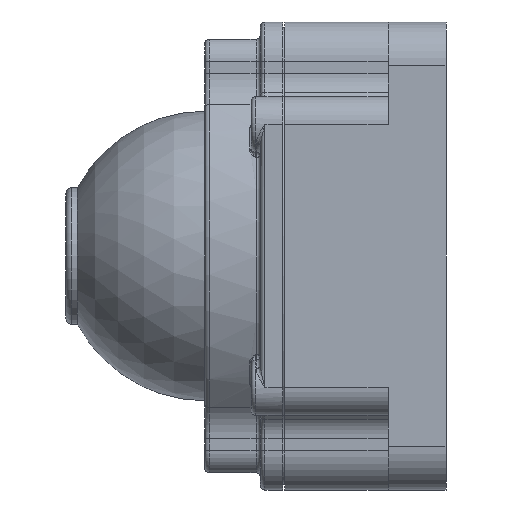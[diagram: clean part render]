
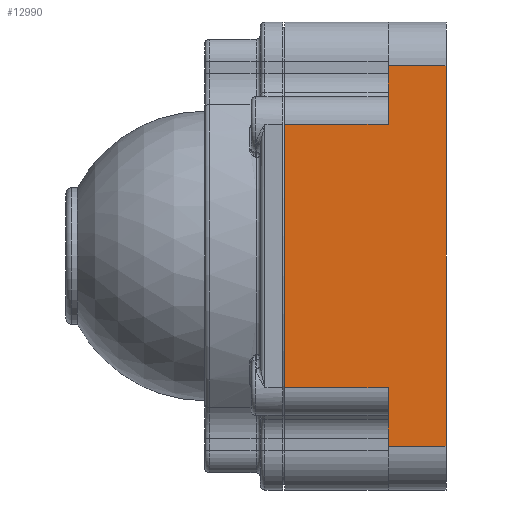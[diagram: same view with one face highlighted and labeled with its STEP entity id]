
A CAD part, left-side view. The second image highlights one B-rep face of the part: STEP entity #12990.
In plain terms, the highlighted planar face has unit normal (-1, 0, 0).
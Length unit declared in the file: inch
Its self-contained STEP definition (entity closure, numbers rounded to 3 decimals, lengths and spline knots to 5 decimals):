
#3384=DIRECTION('',(0.,0.,1.));
#3385=VECTOR('',#3384,1.79);
#3386=CARTESIAN_POINT('',(-1.57756,1.09843,-0.895));
#3387=LINE('',#3386,#3385);
#3648=DIRECTION('',(0.,0.,1.));
#3649=VECTOR('',#3648,0.39848);
#3650=CARTESIAN_POINT('',(-1.57756,0.3937,
-1.29348));
#3651=LINE('',#3650,#3649);
#3710=DIRECTION('',(0.,1.,0.));
#3711=VECTOR('',#3710,0.70472);
#3712=CARTESIAN_POINT('',(-1.57756,0.3937,-0.895));
#3713=LINE('',#3712,#3711);
#3714=DIRECTION('',(0.,0.,-1.));
#3715=VECTOR('',#3714,2.58695);
#3716=CARTESIAN_POINT('',(-1.57756,0.,1.29348));
#3717=LINE('',#3716,#3715);
#3718=DIRECTION('',(0.,1.,0.));
#3719=VECTOR('',#3718,0.3937);
#3720=CARTESIAN_POINT('',(-1.57756,0.,-1.29348));
#3721=LINE('',#3720,#3719);
#3727=DIRECTION('',(0.,1.,0.));
#3728=VECTOR('',#3727,0.70472);
#3729=CARTESIAN_POINT('',(-1.57756,0.3937,0.895));
#3730=LINE('',#3729,#3728);
#3740=DIRECTION('',(0.,0.,1.));
#3741=VECTOR('',#3740,0.39848);
#3742=CARTESIAN_POINT('',(-1.57756,0.3937,0.895));
#3743=LINE('',#3742,#3741);
#3754=DIRECTION('',(0.,1.,0.));
#3755=VECTOR('',#3754,0.3937);
#3756=CARTESIAN_POINT('',(-1.57756,0.,1.29348));
#3757=LINE('',#3756,#3755);
#7548=CARTESIAN_POINT('',(-1.57756,0.,1.29348));
#7550=VERTEX_POINT('',#7548);
#7561=CARTESIAN_POINT('',(-1.57756,0.,-1.29348));
#7563=VERTEX_POINT('',#7561);
#7564=CARTESIAN_POINT('',(-1.57756,0.3937,
1.29348));
#7566=VERTEX_POINT('',#7564);
#7577=CARTESIAN_POINT('',(-1.57756,0.3937,
-1.29348));
#7579=VERTEX_POINT('',#7577);
#7592=CARTESIAN_POINT('',(-1.57756,0.3937,-0.895));
#7593=VERTEX_POINT('',#7592);
#7594=CARTESIAN_POINT('',(-1.57756,0.3937,0.895));
#7595=VERTEX_POINT('',#7594);
#7729=CARTESIAN_POINT('',(-1.57756,1.09843,-0.895));
#7731=VERTEX_POINT('',#7729);
#7732=CARTESIAN_POINT('',(-1.57756,1.09843,0.895));
#7733=VERTEX_POINT('',#7732);
#12971=CARTESIAN_POINT('',(-1.57756,0.,-1.29348));
#12972=DIRECTION('',(-1.,0.,0.));
#12973=DIRECTION('',(0.,0.,1.));
#12974=AXIS2_PLACEMENT_3D('',#12971,#12972,#12973);
#12975=PLANE('',#12974);
#12976=ORIENTED_EDGE('',*,*,#12893,.T.);
#12977=ORIENTED_EDGE('',*,*,#12966,.T.);
#12978=ORIENTED_EDGE('',*,*,#12650,.T.);
#12980=ORIENTED_EDGE('',*,*,#12979,.F.);
#12982=ORIENTED_EDGE('',*,*,#12981,.T.);
#12984=ORIENTED_EDGE('',*,*,#12983,.F.);
#12985=ORIENTED_EDGE('',*,*,#8894,.T.);
#12987=ORIENTED_EDGE('',*,*,#12986,.T.);
#12988=EDGE_LOOP('',(#12976,#12977,#12978,#12980,#12982,#12984,#12985,#12987));
#12989=FACE_OUTER_BOUND('',#12988,.F.);
#12990=ADVANCED_FACE('',(#12989),#12975,.T.);
#8894=EDGE_CURVE('',#7550,#7563,#3717,.T.);
#12650=EDGE_CURVE('',#7731,#7733,#3387,.T.);
#12893=EDGE_CURVE('',#7579,#7593,#3651,.T.);
#12966=EDGE_CURVE('',#7593,#7731,#3713,.T.);
#12979=EDGE_CURVE('',#7595,#7733,#3730,.T.);
#12981=EDGE_CURVE('',#7595,#7566,#3743,.T.);
#12983=EDGE_CURVE('',#7550,#7566,#3757,.T.);
#12986=EDGE_CURVE('',#7563,#7579,#3721,.T.);
